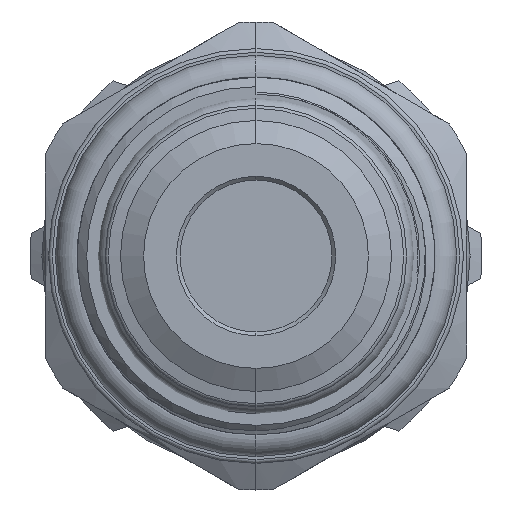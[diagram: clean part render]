
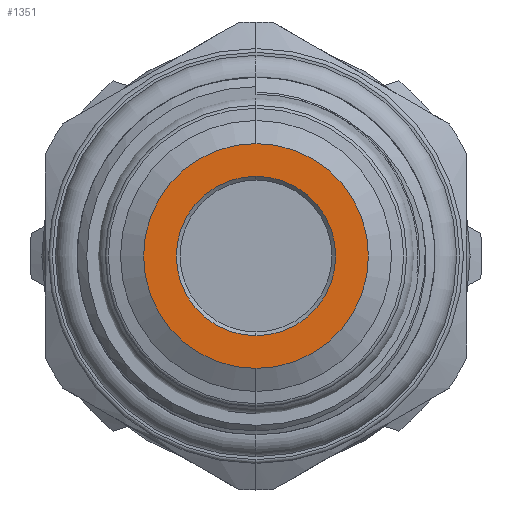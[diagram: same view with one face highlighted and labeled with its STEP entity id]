
A CAD part, left-side view. The second image highlights one B-rep face of the part: STEP entity #1351.
In plain terms, the highlighted planar face has unit normal (-1, 0, 0).
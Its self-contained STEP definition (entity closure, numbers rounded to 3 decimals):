
#426 = FACE_BOUND ( 'NONE', #4666, .T. ) ;
#541 = DIRECTION ( 'NONE',  ( 0., 0., 1. ) ) ;
#721 = EDGE_CURVE ( 'NONE', #5626, #3788, #3506, .T. ) ;
#775 = AXIS2_PLACEMENT_3D ( 'NONE', #7331, #2889, #541 ) ;
#1345 = CARTESIAN_POINT ( 'NONE',  ( -29.34, 0., 0. ) ) ;
#1351 = ADVANCED_FACE ( 'NONE', ( #426, #1840 ), #4108, .F. ) ;
#1410 = ORIENTED_EDGE ( 'NONE', *, *, #721, .T. ) ;
#1604 = EDGE_LOOP ( 'NONE', ( #3401, #8431 ) ) ;
#1840 = FACE_OUTER_BOUND ( 'NONE', #1604, .T. ) ;
#2889 = DIRECTION ( 'NONE',  ( -1., 0., 0. ) ) ;
#3115 = CIRCLE ( 'NONE', #8551, 5.923 ) ;
#3334 = CARTESIAN_POINT ( 'NONE',  ( -29.34, 0., 4.2 ) ) ;
#3341 = CARTESIAN_POINT ( 'NONE',  ( -29.34, 0., 0. ) ) ;
#3401 = ORIENTED_EDGE ( 'NONE', *, *, #4022, .T. ) ;
#3506 = CIRCLE ( 'NONE', #4893, 4.2 ) ;
#3650 = DIRECTION ( 'NONE',  ( 0., 0., 1. ) ) ;
#3688 = DIRECTION ( 'NONE',  ( 0., 0., -1. ) ) ;
#3788 = VERTEX_POINT ( 'NONE', #3334 ) ;
#4022 = EDGE_CURVE ( 'NONE', #8105, #4608, #4333, .T. ) ;
#4108 = PLANE ( 'NONE',  #9458 ) ;
#4333 = CIRCLE ( 'NONE', #775, 5.923 ) ;
#4608 = VERTEX_POINT ( 'NONE', #6437 ) ;
#4666 = EDGE_LOOP ( 'NONE', ( #5414, #1410 ) ) ;
#4883 = DIRECTION ( 'NONE',  ( 0., 0., -1. ) ) ;
#4893 = AXIS2_PLACEMENT_3D ( 'NONE', #1345, #9744, #3688 ) ;
#5077 = CARTESIAN_POINT ( 'NONE',  ( -29.34, 0., 0. ) ) ;
#5146 = DIRECTION ( 'NONE',  ( -1., 0., 0. ) ) ;
#5414 = ORIENTED_EDGE ( 'NONE', *, *, #9612, .T. ) ;
#5626 = VERTEX_POINT ( 'NONE', #9452 ) ;
#6042 = CIRCLE ( 'NONE', #9433, 4.2 ) ;
#6070 = CARTESIAN_POINT ( 'NONE',  ( -29.34, 0., 0. ) ) ;
#6437 = CARTESIAN_POINT ( 'NONE',  ( -29.34, 0., 5.923 ) ) ;
#6748 = EDGE_CURVE ( 'NONE', #4608, #8105, #3115, .T. ) ;
#6818 = DIRECTION ( 'NONE',  ( 1., 0., 0. ) ) ;
#6918 = DIRECTION ( 'NONE',  ( 0., 0., -1. ) ) ;
#7331 = CARTESIAN_POINT ( 'NONE',  ( -29.34, 0., 0. ) ) ;
#8105 = VERTEX_POINT ( 'NONE', #9053 ) ;
#8431 = ORIENTED_EDGE ( 'NONE', *, *, #6748, .T. ) ;
#8503 = DIRECTION ( 'NONE',  ( 1., 0., 0. ) ) ;
#8551 = AXIS2_PLACEMENT_3D ( 'NONE', #5077, #5146, #3650 ) ;
#9053 = CARTESIAN_POINT ( 'NONE',  ( -29.34, 0., -5.923 ) ) ;
#9433 = AXIS2_PLACEMENT_3D ( 'NONE', #6070, #6818, #6918 ) ;
#9452 = CARTESIAN_POINT ( 'NONE',  ( -29.34, 0., -4.2 ) ) ;
#9458 = AXIS2_PLACEMENT_3D ( 'NONE', #3341, #8503, #4883 ) ;
#9612 = EDGE_CURVE ( 'NONE', #3788, #5626, #6042, .T. ) ;
#9744 = DIRECTION ( 'NONE',  ( 1., 0., 0. ) ) ;
